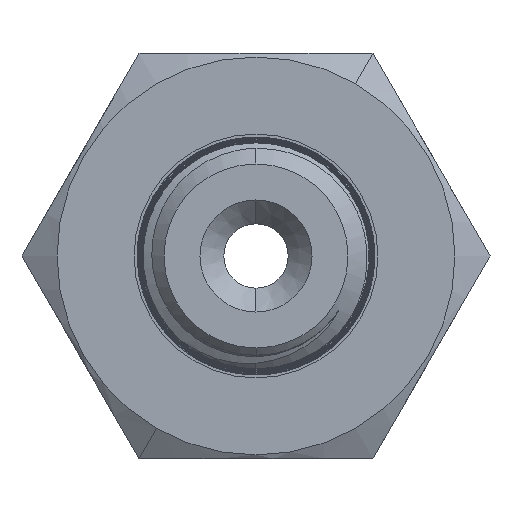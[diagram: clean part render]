
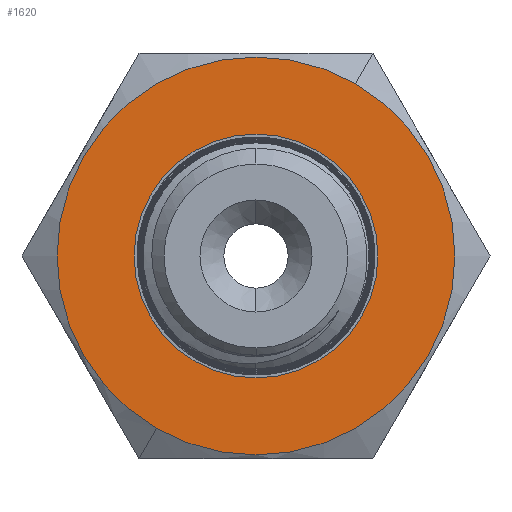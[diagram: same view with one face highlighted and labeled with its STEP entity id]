
A CAD part, left-side view. The second image highlights one B-rep face of the part: STEP entity #1620.
In plain terms, the highlighted planar face has unit normal (-1, 0, 0).
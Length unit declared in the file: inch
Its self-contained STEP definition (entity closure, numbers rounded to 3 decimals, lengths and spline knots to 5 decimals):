
#577 = EDGE_CURVE ( 'NONE', #13265, #10478, #1285, .T. ) ;
#1285 = CIRCLE ( 'NONE', #11661, 0.20675 ) ;
#1484 = AXIS2_PLACEMENT_3D ( 'NONE', #7512, #16531, #8811 ) ;
#1620 = ADVANCED_FACE ( 'NONE', ( #5307, #10777 ), #3596, .T. ) ;
#1710 = AXIS2_PLACEMENT_3D ( 'NONE', #4022, #5314, #5190 ) ;
#2271 = DIRECTION ( 'NONE',  ( 0., 1., 0. ) ) ;
#2287 = EDGE_CURVE ( 'NONE', #10478, #13265, #7903, .T. ) ;
#2609 = DIRECTION ( 'NONE',  ( 1., 0., 0. ) ) ;
#3596 = PLANE ( 'NONE',  #1484 ) ;
#3631 = CIRCLE ( 'NONE', #15865, 0.3375 ) ;
#3994 = CARTESIAN_POINT ( 'NONE',  ( -0.8195, 0.20675, 0. ) ) ;
#4022 = CARTESIAN_POINT ( 'NONE',  ( -0.8195, 0., 0. ) ) ;
#4632 = VERTEX_POINT ( 'NONE', #9541 ) ;
#4815 = ORIENTED_EDGE ( 'NONE', *, *, #577, .T. ) ;
#4843 = AXIS2_PLACEMENT_3D ( 'NONE', #5929, #6086, #2271 ) ;
#4938 = VERTEX_POINT ( 'NONE', #8819 ) ;
#5190 = DIRECTION ( 'NONE',  ( 0., 1., 0. ) ) ;
#5307 = FACE_BOUND ( 'NONE', #6575, .T. ) ;
#5314 = DIRECTION ( 'NONE',  ( 1., 0., 0. ) ) ;
#5897 = DIRECTION ( 'NONE',  ( 0., 1., 0. ) ) ;
#5929 = CARTESIAN_POINT ( 'NONE',  ( -0.8195, 0., 0. ) ) ;
#6086 = DIRECTION ( 'NONE',  ( 1., 0., 0. ) ) ;
#6508 = CARTESIAN_POINT ( 'NONE',  ( -0.8195, -0.20675, 0. ) ) ;
#6575 = EDGE_LOOP ( 'NONE', ( #7747, #4815 ) ) ;
#7423 = ORIENTED_EDGE ( 'NONE', *, *, #12503, .F. ) ;
#7512 = CARTESIAN_POINT ( 'NONE',  ( -0.8195, 0.20675, 0. ) ) ;
#7747 = ORIENTED_EDGE ( 'NONE', *, *, #2287, .T. ) ;
#7903 = CIRCLE ( 'NONE', #1710, 0.20675 ) ;
#8811 = DIRECTION ( 'NONE',  ( 0., -1., 0. ) ) ;
#8819 = CARTESIAN_POINT ( 'NONE',  ( -0.8195, 0.3375, 0. ) ) ;
#9507 = EDGE_CURVE ( 'NONE', #4938, #4632, #3631, .T. ) ;
#9541 = CARTESIAN_POINT ( 'NONE',  ( -0.8195, -0.3375, 0. ) ) ;
#9967 = DIRECTION ( 'NONE',  ( 0., 1., 0. ) ) ;
#10478 = VERTEX_POINT ( 'NONE', #3994 ) ;
#10777 = FACE_OUTER_BOUND ( 'NONE', #13319, .T. ) ;
#11661 = AXIS2_PLACEMENT_3D ( 'NONE', #12368, #14949, #5897 ) ;
#11769 = CIRCLE ( 'NONE', #4843, 0.3375 ) ;
#12368 = CARTESIAN_POINT ( 'NONE',  ( -0.8195, 0., 0. ) ) ;
#12450 = CARTESIAN_POINT ( 'NONE',  ( -0.8195, 0., 0. ) ) ;
#12503 = EDGE_CURVE ( 'NONE', #4632, #4938, #11769, .T. ) ;
#13265 = VERTEX_POINT ( 'NONE', #6508 ) ;
#13319 = EDGE_LOOP ( 'NONE', ( #13691, #7423 ) ) ;
#13691 = ORIENTED_EDGE ( 'NONE', *, *, #9507, .F. ) ;
#14949 = DIRECTION ( 'NONE',  ( 1., 0., 0. ) ) ;
#15865 = AXIS2_PLACEMENT_3D ( 'NONE', #12450, #2609, #9967 ) ;
#16531 = DIRECTION ( 'NONE',  ( -1., 0., 0. ) ) ;
